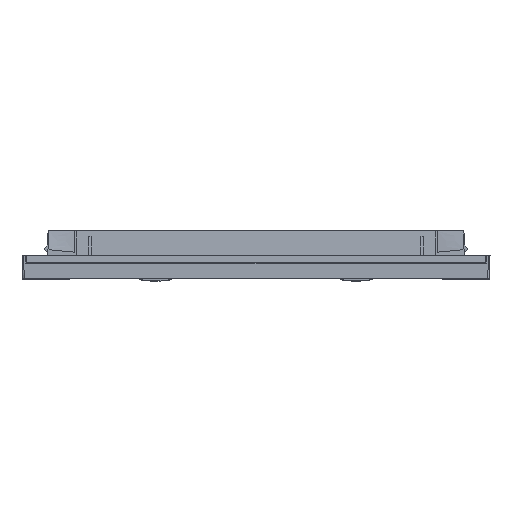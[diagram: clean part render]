
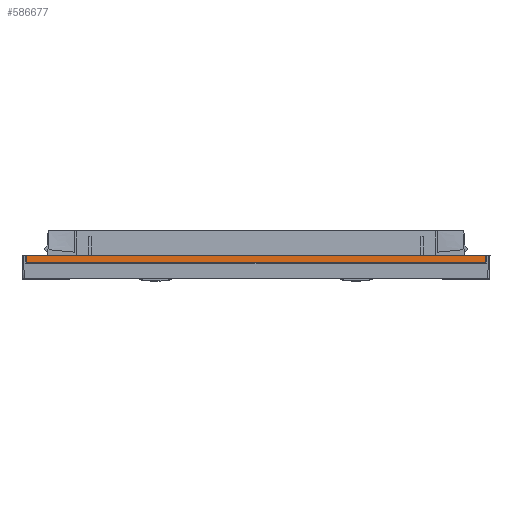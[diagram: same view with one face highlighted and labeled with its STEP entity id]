
A CAD part, front view. The second image highlights one B-rep face of the part: STEP entity #586677.
In plain terms, the highlighted planar face has unit normal (0, -1, 0.018).
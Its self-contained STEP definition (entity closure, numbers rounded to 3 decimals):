
#97 = PLANE('',#98);
#98 = AXIS2_PLACEMENT_3D('',#99,#100,#101);
#99 = CARTESIAN_POINT('',(0.,-57.7,1.5));
#100 = DIRECTION('',(0.,0.,-1.));
#101 = DIRECTION('',(0.,1.,0.));
#149208 = VERTEX_POINT('',#149209);
#149209 = CARTESIAN_POINT('',(155.66,-158.242,1.5));
#149223 = PLANE('',#149224);
#149224 = AXIS2_PLACEMENT_3D('',#149225,#149226,#149227);
#149225 = CARTESIAN_POINT('',(155.75,-163.767,-3.65));
#149226 = DIRECTION('',(1.,0.,0.017));
#149227 = DIRECTION('',(0.,-1.,0.));
#149235 = EDGE_CURVE('',#149236,#149208,#149238,.T.);
#149236 = VERTEX_POINT('',#149237);
#149237 = CARTESIAN_POINT('',(-155.66,-158.242,1.5));
#149238 = SURFACE_CURVE('',#149239,(#149243,#149250),.PCURVE_S1.);
#149239 = LINE('',#149240,#149241);
#149240 = CARTESIAN_POINT('',(-155.66,-158.242,1.5));
#149241 = VECTOR('',#149242,1.);
#149242 = DIRECTION('',(1.,0.,0.));
#149243 = PCURVE('',#97,#149244);
#149244 = DEFINITIONAL_REPRESENTATION('',(#149245),#149249);
#149245 = LINE('',#149246,#149247);
#149246 = CARTESIAN_POINT('',(-100.542,-155.66));
#149247 = VECTOR('',#149248,1.);
#149248 = DIRECTION('',(0.,1.));
#149249 = ( GEOMETRIC_REPRESENTATION_CONTEXT(2) 
PARAMETRIC_REPRESENTATION_CONTEXT() REPRESENTATION_CONTEXT('2D SPACE',''
  ) );
#149250 = PCURVE('',#149251,#149256);
#149251 = PLANE('',#149252);
#149252 = AXIS2_PLACEMENT_3D('',#149253,#149254,#149255);
#149253 = CARTESIAN_POINT('',(161.185,-158.332,-3.65));
#149254 = DIRECTION('',(-0.,1.,-0.017));
#149255 = DIRECTION('',(0.,-0.017,-1.));
#149256 = DEFINITIONAL_REPRESENTATION('',(#149257),#149261);
#149257 = LINE('',#149258,#149259);
#149258 = CARTESIAN_POINT('',(-5.151,316.845));
#149259 = VECTOR('',#149260,1.);
#149260 = DIRECTION('',(0.,-1.));
#149261 = ( GEOMETRIC_REPRESENTATION_CONTEXT(2) 
PARAMETRIC_REPRESENTATION_CONTEXT() REPRESENTATION_CONTEXT('2D SPACE',''
  ) );
#149279 = PLANE('',#149280);
#149280 = AXIS2_PLACEMENT_3D('',#149281,#149282,#149283);
#149281 = CARTESIAN_POINT('',(-155.75,-142.848,-3.65));
#149282 = DIRECTION('',(-1.,0.,0.017));
#149283 = DIRECTION('',(0.,1.,0.));
#579956 = PLANE('',#579957);
#579957 = AXIS2_PLACEMENT_3D('',#579958,#579959,#579960);
#579958 = CARTESIAN_POINT('',(0.,0.,-3.65));
#579959 = DIRECTION('',(0.,0.,-1.));
#579960 = DIRECTION('',(0.,1.,0.));
#580638 = VERTEX_POINT('',#580639);
#580639 = CARTESIAN_POINT('',(155.75,-158.332,-3.65));
#580660 = EDGE_CURVE('',#580661,#580638,#580663,.T.);
#580661 = VERTEX_POINT('',#580662);
#580662 = CARTESIAN_POINT('',(-155.75,-158.332,-3.65));
#580663 = SURFACE_CURVE('',#580664,(#580668,#580675),.PCURVE_S1.);
#580664 = LINE('',#580665,#580666);
#580665 = CARTESIAN_POINT('',(-155.75,-158.332,-3.65));
#580666 = VECTOR('',#580667,1.);
#580667 = DIRECTION('',(1.,0.,0.));
#580668 = PCURVE('',#579956,#580669);
#580669 = DEFINITIONAL_REPRESENTATION('',(#580670),#580674);
#580670 = LINE('',#580671,#580672);
#580671 = CARTESIAN_POINT('',(-158.332,-155.75));
#580672 = VECTOR('',#580673,1.);
#580673 = DIRECTION('',(0.,1.));
#580674 = ( GEOMETRIC_REPRESENTATION_CONTEXT(2) 
PARAMETRIC_REPRESENTATION_CONTEXT() REPRESENTATION_CONTEXT('2D SPACE',''
  ) );
#580675 = PCURVE('',#149251,#580676);
#580676 = DEFINITIONAL_REPRESENTATION('',(#580677),#580681);
#580677 = LINE('',#580678,#580679);
#580678 = CARTESIAN_POINT('',(0.,316.935));
#580679 = VECTOR('',#580680,1.);
#580680 = DIRECTION('',(0.,-1.));
#580681 = ( GEOMETRIC_REPRESENTATION_CONTEXT(2) 
PARAMETRIC_REPRESENTATION_CONTEXT() REPRESENTATION_CONTEXT('2D SPACE',''
  ) );
#586655 = EDGE_CURVE('',#149208,#580638,#586656,.T.);
#586656 = SURFACE_CURVE('',#586657,(#586661,#586668),.PCURVE_S1.);
#586657 = LINE('',#586658,#586659);
#586658 = CARTESIAN_POINT('',(155.66,-158.242,1.5));
#586659 = VECTOR('',#586660,1.);
#586660 = DIRECTION('',(0.017,-0.017,
    -1.));
#586661 = PCURVE('',#149223,#586662);
#586662 = DEFINITIONAL_REPRESENTATION('',(#586663),#586667);
#586663 = LINE('',#586664,#586665);
#586664 = CARTESIAN_POINT('',(-5.524,-5.151));
#586665 = VECTOR('',#586666,1.);
#586666 = DIRECTION('',(0.017,1.));
#586667 = ( GEOMETRIC_REPRESENTATION_CONTEXT(2) 
PARAMETRIC_REPRESENTATION_CONTEXT() REPRESENTATION_CONTEXT('2D SPACE',''
  ) );
#586668 = PCURVE('',#149251,#586669);
#586669 = DEFINITIONAL_REPRESENTATION('',(#586670),#586674);
#586670 = LINE('',#586671,#586672);
#586671 = CARTESIAN_POINT('',(-5.151,5.524));
#586672 = VECTOR('',#586673,1.);
#586673 = DIRECTION('',(1.,-0.017));
#586674 = ( GEOMETRIC_REPRESENTATION_CONTEXT(2) 
PARAMETRIC_REPRESENTATION_CONTEXT() REPRESENTATION_CONTEXT('2D SPACE',''
  ) );
#586677 = ADVANCED_FACE('',(#586678),#149251,.F.);
#586678 = FACE_BOUND('',#586679,.T.);
#586679 = EDGE_LOOP('',(#586680,#586701,#586702,#586703));
#586680 = ORIENTED_EDGE('',*,*,#586681,.T.);
#586681 = EDGE_CURVE('',#149236,#580661,#586682,.T.);
#586682 = SURFACE_CURVE('',#586683,(#586687,#586694),.PCURVE_S1.);
#586683 = LINE('',#586684,#586685);
#586684 = CARTESIAN_POINT('',(-155.66,-158.242,1.5));
#586685 = VECTOR('',#586686,1.);
#586686 = DIRECTION('',(-0.017,-0.017,
    -1.));
#586687 = PCURVE('',#149251,#586688);
#586688 = DEFINITIONAL_REPRESENTATION('',(#586689),#586693);
#586689 = LINE('',#586690,#586691);
#586690 = CARTESIAN_POINT('',(-5.151,316.845));
#586691 = VECTOR('',#586692,1.);
#586692 = DIRECTION('',(1.,0.017));
#586693 = ( GEOMETRIC_REPRESENTATION_CONTEXT(2) 
PARAMETRIC_REPRESENTATION_CONTEXT() REPRESENTATION_CONTEXT('2D SPACE',''
  ) );
#586694 = PCURVE('',#149279,#586695);
#586695 = DEFINITIONAL_REPRESENTATION('',(#586696),#586700);
#586696 = LINE('',#586697,#586698);
#586697 = CARTESIAN_POINT('',(-15.395,-5.151));
#586698 = VECTOR('',#586699,1.);
#586699 = DIRECTION('',(-0.017,1.));
#586700 = ( GEOMETRIC_REPRESENTATION_CONTEXT(2) 
PARAMETRIC_REPRESENTATION_CONTEXT() REPRESENTATION_CONTEXT('2D SPACE',''
  ) );
#586701 = ORIENTED_EDGE('',*,*,#580660,.T.);
#586702 = ORIENTED_EDGE('',*,*,#586655,.F.);
#586703 = ORIENTED_EDGE('',*,*,#149235,.F.);
